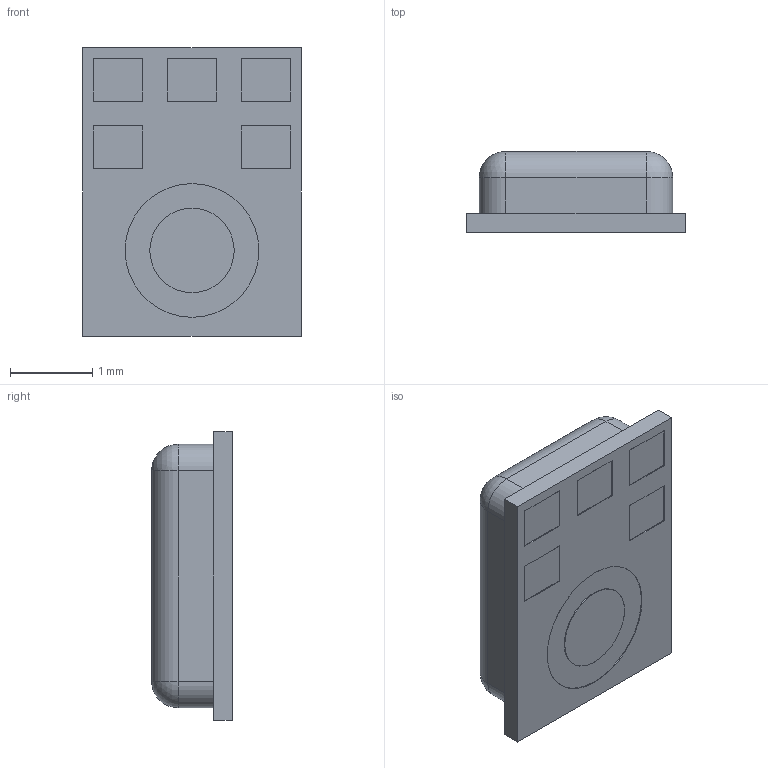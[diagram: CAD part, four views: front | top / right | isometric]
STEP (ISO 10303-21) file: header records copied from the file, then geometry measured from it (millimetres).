
FILE_DESCRIPTION (( 'STEP AP214' ), '1' );
FILE_NAME ('ICS-43434.STEP', '2019-02-23T17:50:23', ( '' ), ( '' ), 'SwSTEP 2.0', 'SolidWorks 2018', '' );
FILE_SCHEMA (( 'AUTOMOTIVE_DESIGN' ));
Length unit declared in the file: millimetre
Products named in the file (1): ICS-43434
Bounding box: 2.65 x 0.98 x 3.5 mm (x, y, z)
Volume: 7.5 mm3; surface area: 28.2 mm2
Topology: 1 solids, 1 shells, 164 faces, 421 edges, 274 vertices
Faces by surface type: plane 132, cylinder 14, bspline 14, sphere 4
Entity records: 7298 total; most frequent: CARTESIAN_POINT 1638, ORIENTED_EDGE 834, DIRECTION 719, EDGE_CURVE 417, VECTOR 361, LINE 361, VERTEX_POINT 274, EDGE_LOOP 183
